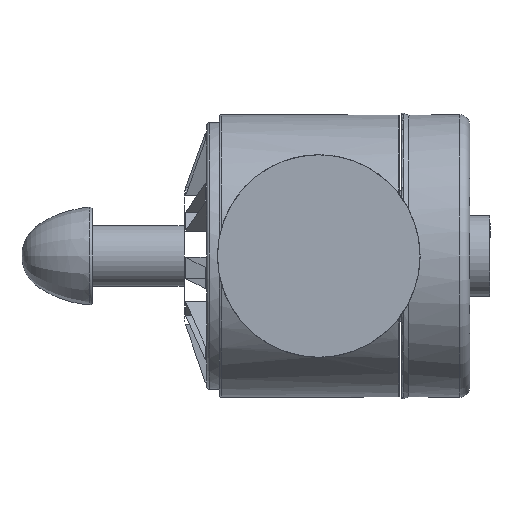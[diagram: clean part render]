
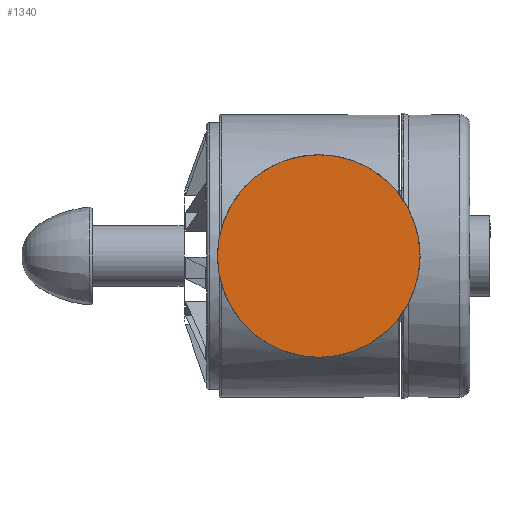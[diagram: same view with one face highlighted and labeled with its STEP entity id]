
A CAD part, left-side view. The second image highlights one B-rep face of the part: STEP entity #1340.
In plain terms, the highlighted planar face has unit normal (-1, 0, 0).
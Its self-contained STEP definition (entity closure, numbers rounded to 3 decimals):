
#89=CIRCLE('',#1477,10.);
#190=FACE_OUTER_BOUND('',#287,.T.);
#287=EDGE_LOOP('',(#1201));
#634=VERTEX_POINT('',#2669);
#823=EDGE_CURVE('',#634,#634,#89,.T.);
#1201=ORIENTED_EDGE('',*,*,#823,.F.);
#1259=PLANE('',#1484);
#1340=ADVANCED_FACE('',(#190),#1259,.F.);
#1477=AXIS2_PLACEMENT_3D('',#2671,#1814,#1815);
#1484=AXIS2_PLACEMENT_3D('',#2678,#1828,#1829);
#1814=DIRECTION('center_axis',(1.,0.,0.));
#1815=DIRECTION('ref_axis',(0.,0.,-1.));
#1828=DIRECTION('center_axis',(1.,0.,0.));
#1829=DIRECTION('ref_axis',(0.,0.,-1.));
#2669=CARTESIAN_POINT('',(50.,0.,-60.));
#2671=CARTESIAN_POINT('Origin',(50.,0.,-70.));
#2678=CARTESIAN_POINT('Origin',(50.,0.,-70.));
